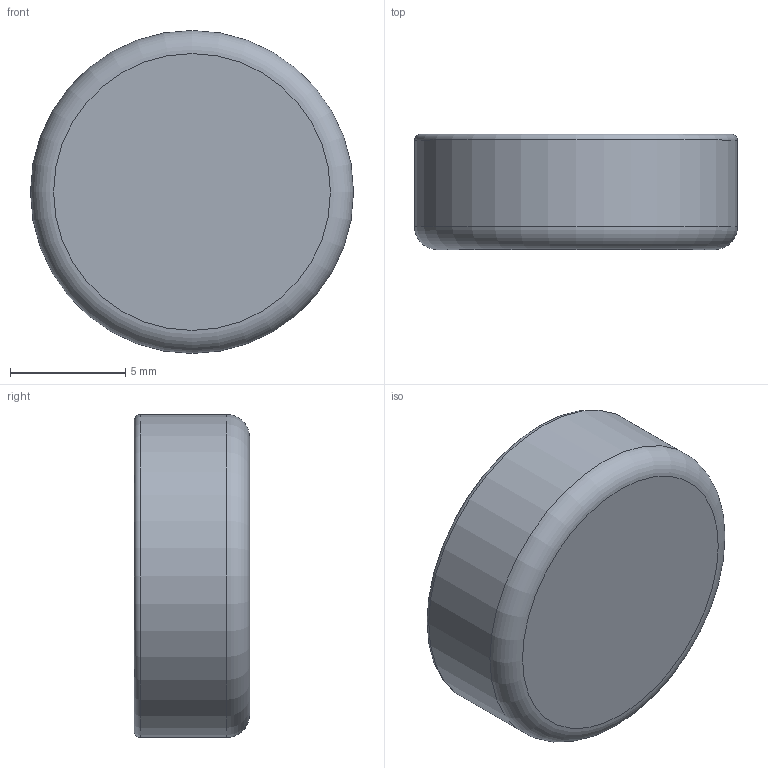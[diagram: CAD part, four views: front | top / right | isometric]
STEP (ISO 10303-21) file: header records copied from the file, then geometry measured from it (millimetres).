
FILE_DESCRIPTION(/* description */ (''),/* implementation_level */ '2;1');
FILE_NAME(/* name */ 'bottom_case.step',/* time_stamp */ '2025-06-19T21:38:57+12:00',/* author */ (''),/* organization */ (''),/* preprocessor_version */ 'ST-DEVELOPER v20.1',/* originating_system */ 'Autodesk Translation Framework v14.10.0.0',/* authorisation */ '');
FILE_SCHEMA (('AUTOMOTIVE_DESIGN { 1 0 10303 214 3 1 1 }'));
Length unit declared in the file: millimetre
Products named in the file (1): End Piece
Bounding box: 14 x 5 x 14 mm (x, y, z)
Volume: 621.5 mm3; surface area: 753.4 mm2
Topology: 1 solids, 1 shells, 20 faces, 41 edges, 26 vertices
Faces by surface type: plane 9, cylinder 7, torus 4
Full cylindrical faces by diameter (mm): 10 x1, 12 x1, 14 x1
Entity records: 568 total; most frequent: DIRECTION 105, CARTESIAN_POINT 88, ORIENTED_EDGE 82, AXIS2_PLACEMENT_3D 43, EDGE_CURVE 41, VERTEX_POINT 26, EDGE_LOOP 23, FACE_OUTER_BOUND 20
